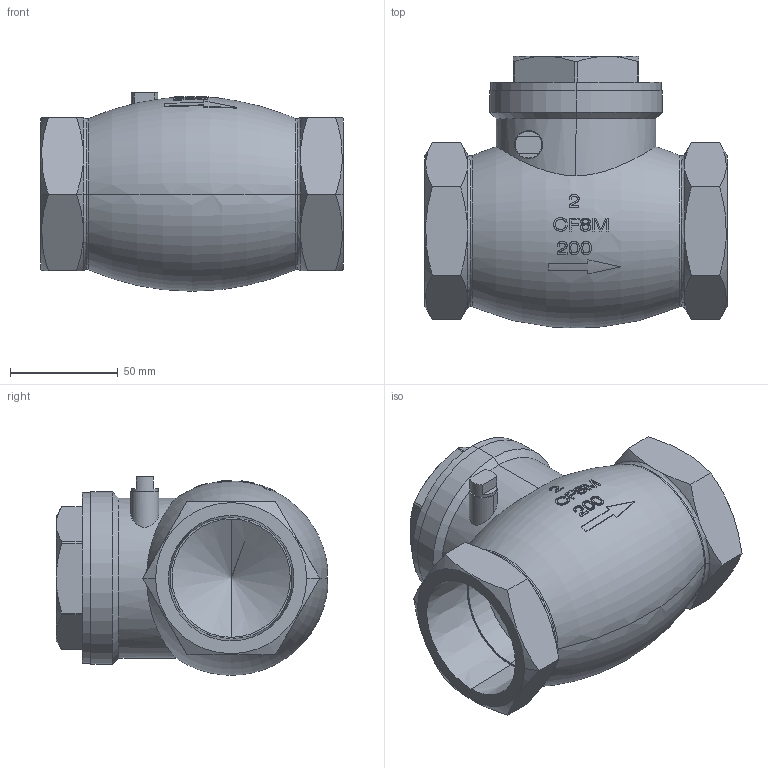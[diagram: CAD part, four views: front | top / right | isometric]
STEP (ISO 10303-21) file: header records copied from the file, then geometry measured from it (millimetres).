
FILE_DESCRIPTION (( 'STEP AP203' ), '1' );
FILE_NAME ('SC-200-DN50.STEP', '2013-12-02T09:18:03', ( '' ), ( '' ), 'SwSTEP 2.0', 'SolidWorks 2010', '' );
FILE_SCHEMA (( 'CONFIG_CONTROL_DESIGN' ));
Length unit declared in the file: millimetre
Products named in the file (1): SC-200-DN50
Bounding box: 140 x 125.72 x 92 mm (x, y, z)
Volume: 678075.9 mm3; surface area: 71166.1 mm2
Topology: 1 solids, 1 shells, 218 faces, 560 edges, 361 vertices
Faces by surface type: plane 77, bspline 62, cone 35, torus 23, cylinder 21
Entity records: 13154 total; most frequent: CARTESIAN_POINT 8363, ORIENTED_EDGE 1112, DIRECTION 748, EDGE_CURVE 556, VERTEX_POINT 361, AXIS2_PLACEMENT_3D 285, B_SPLINE_CURVE_WITH_KNOTS 250, EDGE_LOOP 239
